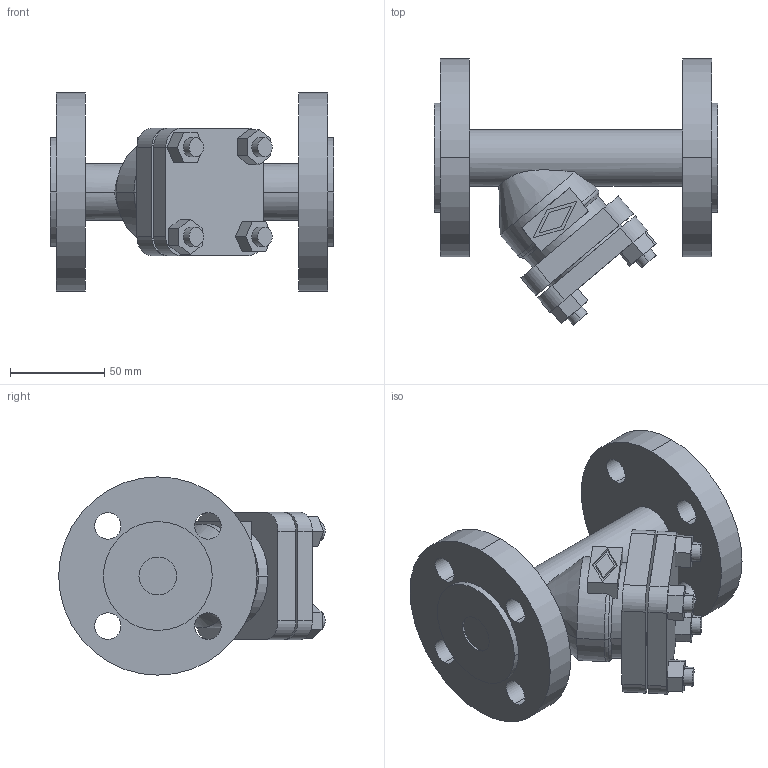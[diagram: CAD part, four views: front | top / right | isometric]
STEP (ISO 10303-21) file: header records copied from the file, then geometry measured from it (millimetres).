
FILE_DESCRIPTION(('OneSpaceDesigner STEP Export'),'2;1');
FILE_NAME('c000001930.stp','2005-09-26T11:54:50',(''),(''),'OneSpace Designer STEP processor (Jan. 2003) for AP203(Solid Model)','OneSpace Designer 12.01D 09-Jul-2004 (C) CoCreate Software GmbH','');
FILE_SCHEMA(('CONFIG_CONTROL_DESIGN'));
Length unit declared in the file: millimetre
Products named in the file (1): 1
Bounding box: 150 x 141.19 x 105 mm (x, y, z)
Volume: 529026.1 mm3; surface area: 83969.4 mm2
Topology: 1 solids, 1 shells, 127 faces, 309 edges, 203 vertices
Faces by surface type: plane 67, cylinder 52, cone 5, torus 3
Entity records: 3897 total; most frequent: CARTESIAN_POINT 686, ORIENTED_EDGE 618, DIRECTION 519, SURFACE_CURVE 309, EDGE_CURVE 309, VERTEX_POINT 203, VECTOR 187, LINE 187
